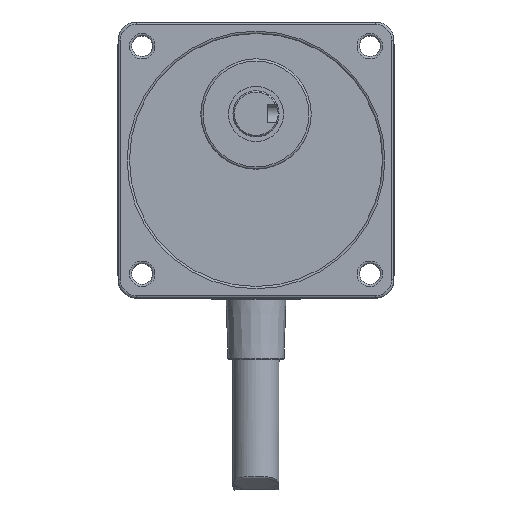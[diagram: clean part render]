
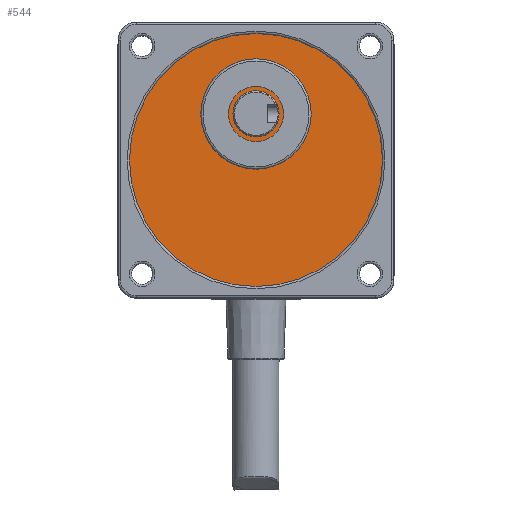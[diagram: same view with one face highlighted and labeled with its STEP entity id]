
A CAD part, top view. The second image highlights one B-rep face of the part: STEP entity #544.
In plain terms, the highlighted planar face has unit normal (0, 0, 1).
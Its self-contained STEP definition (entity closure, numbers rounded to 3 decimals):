
#544 = ADVANCED_FACE( '', ( #1475 ), #1476, .F. );
#1475 = FACE_OUTER_BOUND( '', #2769, .T. );
#1476 = PLANE( '', #2770 );
#2769 = EDGE_LOOP( '', ( #4500 ) );
#2770 = AXIS2_PLACEMENT_3D( '', #4501, #4502, #4503 );
#4500 = ORIENTED_EDGE( '', *, *, #5994, .F. );
#4501 = CARTESIAN_POINT( '', ( 0., 0., 41.5 ) );
#4502 = DIRECTION( '', ( 0., 0., -1. ) );
#4503 = DIRECTION( '', ( -1., 0., 0. ) );
#5994 = EDGE_CURVE( '', #6410, #6410, #6411, .T. );
#6410 = VERTEX_POINT( '', #6967 );
#6411 = CIRCLE( '', #6968, 27.5 );
#6967 = CARTESIAN_POINT( '', ( 27.5, 0., 41.5 ) );
#6968 = AXIS2_PLACEMENT_3D( '', #7506, #7507, #7508 );
#7506 = CARTESIAN_POINT( '', ( 0., 0., 41.5 ) );
#7507 = DIRECTION( '', ( 0., 0., -1. ) );
#7508 = DIRECTION( '', ( 1., 0., 0. ) );
